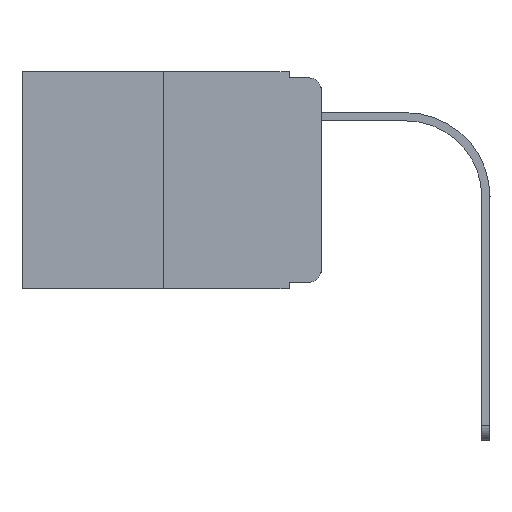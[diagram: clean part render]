
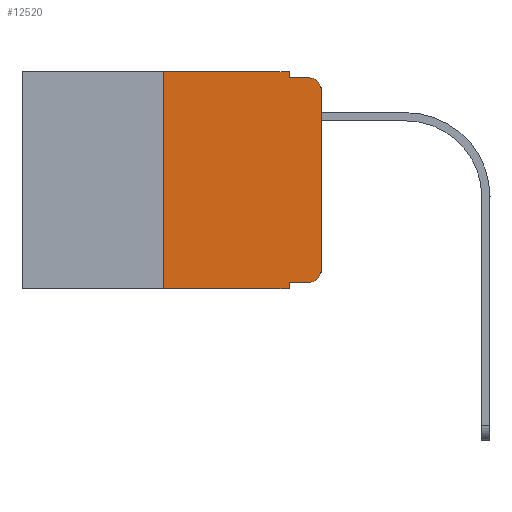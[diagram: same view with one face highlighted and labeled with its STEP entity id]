
A CAD part, left-side view. The second image highlights one B-rep face of the part: STEP entity #12520.
In plain terms, the highlighted planar face has unit normal (-1, 0, 0).
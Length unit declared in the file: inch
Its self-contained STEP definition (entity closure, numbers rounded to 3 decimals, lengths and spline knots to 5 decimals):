
#40 = EDGE_CURVE ( 'NONE', #17028, #448, #15552, .T. ) ;
#448 = VERTEX_POINT ( 'NONE', #9660 ) ;
#498 = ORIENTED_EDGE ( 'NONE', *, *, #7383, .T. ) ;
#1121 = VECTOR ( 'NONE', #9334, 39.37008 ) ;
#1346 = DIRECTION ( 'NONE',  ( 0., -1., 0. ) ) ;
#1868 = CARTESIAN_POINT ( 'NONE',  ( 0., 0., 0. ) ) ;
#1958 = DIRECTION ( 'NONE',  ( 1., 0., 0. ) ) ;
#2049 = DIRECTION ( 'NONE',  ( 0., 0., -1. ) ) ;
#2149 = CARTESIAN_POINT ( 'NONE',  ( 0., 0.473, 0. ) ) ;
#2169 = AXIS2_PLACEMENT_3D ( 'NONE', #3584, #3492, #2226 ) ;
#2226 = DIRECTION ( 'NONE',  ( 0., 0., -1. ) ) ;
#2331 = EDGE_LOOP ( 'NONE', ( #2613, #6852, #15951, #5932, #18582, #12587, #14934, #9704, #498, #10992 ) ) ;
#2613 = ORIENTED_EDGE ( 'NONE', *, *, #9855, .T. ) ;
#3492 = DIRECTION ( 'NONE',  ( -1., 0., 0. ) ) ;
#3525 = VERTEX_POINT ( 'NONE', #18770 ) ;
#3584 = CARTESIAN_POINT ( 'NONE',  ( 0., 0.02, -0.313 ) ) ;
#3714 = CIRCLE ( 'NONE', #2169, 0.02 ) ;
#3798 = VECTOR ( 'NONE', #14431, 39.37008 ) ;
#4018 = CARTESIAN_POINT ( 'NONE',  ( 0., 0.25, -0.343 ) ) ;
#4200 = CARTESIAN_POINT ( 'NONE',  ( 0., 0.051, 0. ) ) ;
#4801 = LINE ( 'NONE', #16511, #12568 ) ;
#4949 = VERTEX_POINT ( 'NONE', #6790 ) ;
#5200 = CARTESIAN_POINT ( 'NONE',  ( 0., 0.473, 0. ) ) ;
#5227 = CIRCLE ( 'NONE', #12073, 0.02 ) ;
#5263 = VECTOR ( 'NONE', #9765, 39.37008 ) ;
#5463 = EDGE_CURVE ( 'NONE', #18717, #17028, #4801, .T. ) ;
#5670 = VECTOR ( 'NONE', #6837, 39.37008 ) ;
#5819 = EDGE_CURVE ( 'NONE', #448, #4949, #17268, .T. ) ;
#5932 = ORIENTED_EDGE ( 'NONE', *, *, #5819, .F. ) ;
#6141 = VECTOR ( 'NONE', #1346, 39.37008 ) ;
#6267 = DIRECTION ( 'NONE',  ( 0., -1., 0. ) ) ;
#6790 = CARTESIAN_POINT ( 'NONE',  ( 0., 0.051, -0.01 ) ) ;
#6837 = DIRECTION ( 'NONE',  ( 0., -1., 0. ) ) ;
#6852 = ORIENTED_EDGE ( 'NONE', *, *, #9080, .T. ) ;
#7018 = LINE ( 'NONE', #18827, #5263 ) ;
#7037 = DIRECTION ( 'NONE',  ( 0., -1., 0. ) ) ;
#7040 = CARTESIAN_POINT ( 'NONE',  ( 0., 0., -0.03 ) ) ;
#7383 = EDGE_CURVE ( 'NONE', #14870, #3525, #17134, .T. ) ;
#9080 = EDGE_CURVE ( 'NONE', #9311, #18017, #5227, .T. ) ;
#9089 = CARTESIAN_POINT ( 'NONE',  ( 0., 0.25, 0. ) ) ;
#9218 = EDGE_CURVE ( 'NONE', #4949, #18017, #17404, .T. ) ;
#9311 = VERTEX_POINT ( 'NONE', #7040 ) ;
#9334 = DIRECTION ( 'NONE',  ( 0., 0., 1. ) ) ;
#9520 = CARTESIAN_POINT ( 'NONE',  ( 0., 0.051, -0.333 ) ) ;
#9596 = LINE ( 'NONE', #15265, #16423 ) ;
#9660 = CARTESIAN_POINT ( 'NONE',  ( 0., 0.051, 0. ) ) ;
#9704 = ORIENTED_EDGE ( 'NONE', *, *, #14628, .F. ) ;
#9765 = DIRECTION ( 'NONE',  ( 0., 0., -1. ) ) ;
#9855 = EDGE_CURVE ( 'NONE', #13816, #9311, #12167, .T. ) ;
#10073 = CARTESIAN_POINT ( 'NONE',  ( 0., 0.051, -0.01 ) ) ;
#10152 = AXIS2_PLACEMENT_3D ( 'NONE', #2149, #1958, #2049 ) ;
#10572 = DIRECTION ( 'NONE',  ( -1., 0., 0. ) ) ;
#10992 = ORIENTED_EDGE ( 'NONE', *, *, #14115, .T. ) ;
#11911 = DIRECTION ( 'NONE',  ( 0., 0., 1. ) ) ;
#12073 = AXIS2_PLACEMENT_3D ( 'NONE', #17993, #10572, #15069 ) ;
#12167 = LINE ( 'NONE', #1868, #1121 ) ;
#12355 = PLANE ( 'NONE',  #10152 ) ;
#12520 = ADVANCED_FACE ( 'NONE', ( #13735 ), #12355, .F. ) ;
#12568 = VECTOR ( 'NONE', #11911, 39.37008 ) ;
#12587 = ORIENTED_EDGE ( 'NONE', *, *, #5463, .F. ) ;
#12986 = EDGE_CURVE ( 'NONE', #18717, #13216, #9596, .T. ) ;
#13216 = VERTEX_POINT ( 'NONE', #17779 ) ;
#13735 = FACE_OUTER_BOUND ( 'NONE', #2331, .T. ) ;
#13816 = VERTEX_POINT ( 'NONE', #14328 ) ;
#14115 = EDGE_CURVE ( 'NONE', #3525, #13816, #3714, .T. ) ;
#14328 = CARTESIAN_POINT ( 'NONE',  ( 0., 0., -0.313 ) ) ;
#14431 = DIRECTION ( 'NONE',  ( 0., 0., -1. ) ) ;
#14628 = EDGE_CURVE ( 'NONE', #14870, #13216, #7018, .T. ) ;
#14870 = VERTEX_POINT ( 'NONE', #17658 ) ;
#14934 = ORIENTED_EDGE ( 'NONE', *, *, #12986, .T. ) ;
#15069 = DIRECTION ( 'NONE',  ( 0., 0., -1. ) ) ;
#15265 = CARTESIAN_POINT ( 'NONE',  ( 0., 0.473, -0.343 ) ) ;
#15552 = LINE ( 'NONE', #5200, #5670 ) ;
#15951 = ORIENTED_EDGE ( 'NONE', *, *, #9218, .F. ) ;
#16423 = VECTOR ( 'NONE', #6267, 39.37008 ) ;
#16511 = CARTESIAN_POINT ( 'NONE',  ( 0., 0.25, 0. ) ) ;
#17028 = VERTEX_POINT ( 'NONE', #9089 ) ;
#17134 = LINE ( 'NONE', #9520, #17407 ) ;
#17268 = LINE ( 'NONE', #4200, #3798 ) ;
#17404 = LINE ( 'NONE', #10073, #6141 ) ;
#17407 = VECTOR ( 'NONE', #7037, 39.37008 ) ;
#17658 = CARTESIAN_POINT ( 'NONE',  ( 0., 0.051, -0.333 ) ) ;
#17779 = CARTESIAN_POINT ( 'NONE',  ( 0., 0.051, -0.343 ) ) ;
#17993 = CARTESIAN_POINT ( 'NONE',  ( 0., 0.02, -0.03 ) ) ;
#18017 = VERTEX_POINT ( 'NONE', #18603 ) ;
#18582 = ORIENTED_EDGE ( 'NONE', *, *, #40, .F. ) ;
#18603 = CARTESIAN_POINT ( 'NONE',  ( 0., 0.02, -0.01 ) ) ;
#18717 = VERTEX_POINT ( 'NONE', #4018 ) ;
#18770 = CARTESIAN_POINT ( 'NONE',  ( 0., 0.02, -0.333 ) ) ;
#18827 = CARTESIAN_POINT ( 'NONE',  ( 0., 0.051, 0. ) ) ;
